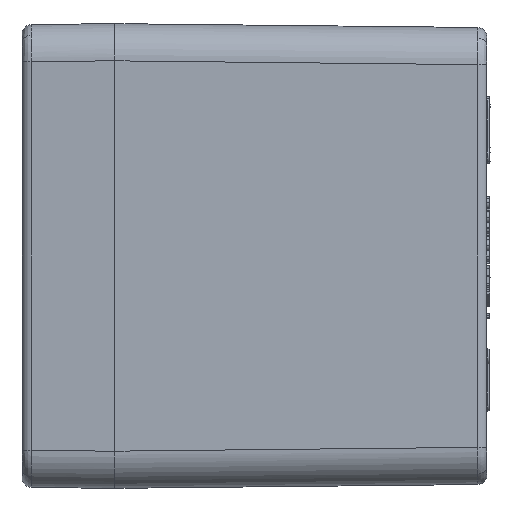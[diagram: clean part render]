
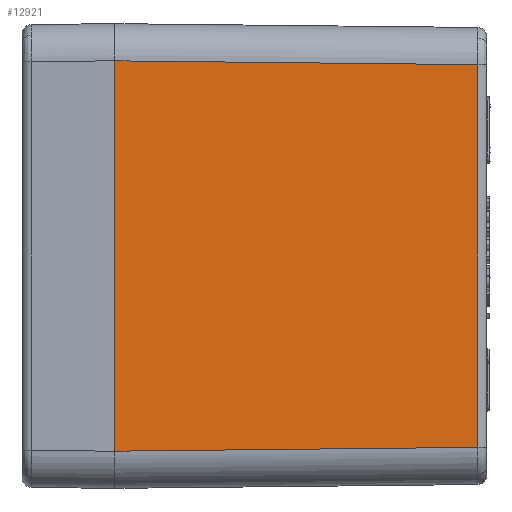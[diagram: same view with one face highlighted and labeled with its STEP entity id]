
A CAD part, left-side view. The second image highlights one B-rep face of the part: STEP entity #12921.
In plain terms, the highlighted planar face has unit normal (-1, -0.011, 0).
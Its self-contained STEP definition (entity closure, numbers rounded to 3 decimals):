
#620 = DIRECTION ( 'NONE',  ( 0.01, -1., 0. ) ) ;
#1236 = VERTEX_POINT ( 'NONE', #48515 ) ;
#4765 = VECTOR ( 'NONE', #31164, 1000. ) ;
#5129 = CARTESIAN_POINT ( 'NONE',  ( -115.001, 2.063, -31.501 ) ) ;
#5678 = VERTEX_POINT ( 'NONE', #18714 ) ;
#8249 = DIRECTION ( 'NONE',  ( -0.01, 1., 0.01 ) ) ;
#8960 = LINE ( 'NONE', #63958, #36001 ) ;
#12921 = ADVANCED_FACE ( 'NONE', ( #32206 ), #25935, .T. ) ;
#13693 = EDGE_CURVE ( 'NONE', #58183, #1236, #55962, .T. ) ;
#14646 = EDGE_CURVE ( 'NONE', #1236, #5678, #27304, .T. ) ;
#15608 = EDGE_CURVE ( 'NONE', #5678, #57853, #8960, .T. ) ;
#17696 = EDGE_LOOP ( 'NONE', ( #54738, #48550, #19158, #27581 ) ) ;
#18714 = CARTESIAN_POINT ( 'NONE',  ( -114.369, -58.216, 30.87 ) ) ;
#19158 = ORIENTED_EDGE ( 'NONE', *, *, #15608, .T. ) ;
#20228 = DIRECTION ( 'NONE',  ( 0., 0., 1. ) ) ;
#20946 = CARTESIAN_POINT ( 'NONE',  ( -114.982, 0.3, -37.5 ) ) ;
#25935 = PLANE ( 'NONE',  #62028 ) ;
#27304 = LINE ( 'NONE', #50619, #54338 ) ;
#27581 = ORIENTED_EDGE ( 'NONE', *, *, #55562, .T. ) ;
#31048 = DIRECTION ( 'NONE',  ( -1., -0.01, 0. ) ) ;
#31164 = DIRECTION ( 'NONE',  ( 0., 0., -1. ) ) ;
#31773 = LINE ( 'NONE', #20946, #4765 ) ;
#32150 = VECTOR ( 'NONE', #45751, 1000. ) ;
#32206 = FACE_OUTER_BOUND ( 'NONE', #17696, .T. ) ;
#36001 = VECTOR ( 'NONE', #8249, 1000. ) ;
#38024 = CARTESIAN_POINT ( 'NONE',  ( -114.982, 0.3, -31.483 ) ) ;
#45751 = DIRECTION ( 'NONE',  ( 0.01, -1., 0.01 ) ) ;
#48515 = CARTESIAN_POINT ( 'NONE',  ( -114.369, -58.216, -30.87 ) ) ;
#48550 = ORIENTED_EDGE ( 'NONE', *, *, #14646, .T. ) ;
#50619 = CARTESIAN_POINT ( 'NONE',  ( -114.369, -58.216, 30.854 ) ) ;
#54338 = VECTOR ( 'NONE', #20228, 1000. ) ;
#54738 = ORIENTED_EDGE ( 'NONE', *, *, #13693, .T. ) ;
#55562 = EDGE_CURVE ( 'NONE', #57853, #58183, #31773, .T. ) ;
#55962 = LINE ( 'NONE', #5129, #32150 ) ;
#56333 = CARTESIAN_POINT ( 'NONE',  ( -115., 2., -37.5 ) ) ;
#57853 = VERTEX_POINT ( 'NONE', #63646 ) ;
#58183 = VERTEX_POINT ( 'NONE', #38024 ) ;
#62028 = AXIS2_PLACEMENT_3D ( 'NONE', #56333, #31048, #620 ) ;
#63646 = CARTESIAN_POINT ( 'NONE',  ( -114.982, 0.3, 31.483 ) ) ;
#63958 = CARTESIAN_POINT ( 'NONE',  ( -114.992, 1.278, 31.493 ) ) ;
